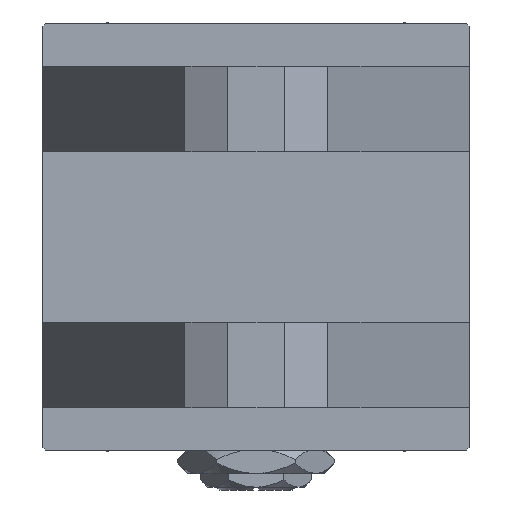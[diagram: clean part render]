
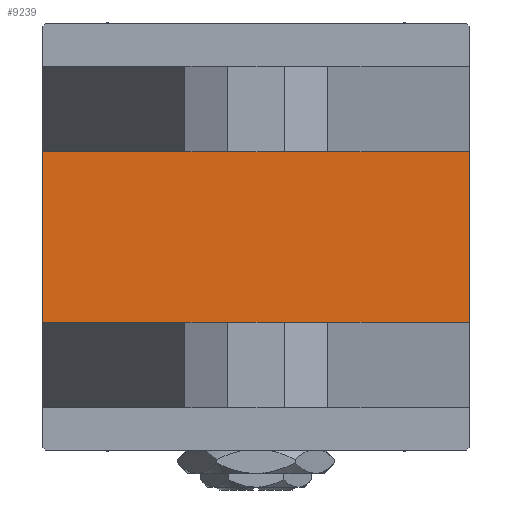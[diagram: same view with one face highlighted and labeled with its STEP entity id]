
A CAD part, left-side view. The second image highlights one B-rep face of the part: STEP entity #9239.
In plain terms, the highlighted planar face has unit normal (-1, 0, 0).
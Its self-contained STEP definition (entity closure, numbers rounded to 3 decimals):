
#62 = PLANE ( 'NONE',  #47058 ) ;
#373 = VERTEX_POINT ( 'NONE', #3078 ) ;
#3078 = CARTESIAN_POINT ( 'NONE',  ( 0., 15., 37.5 ) ) ;
#4108 = ORIENTED_EDGE ( 'NONE', *, *, #16339, .T. ) ;
#4231 = DIRECTION ( 'NONE',  ( 0., 0., 1. ) ) ;
#6437 = CARTESIAN_POINT ( 'NONE',  ( 0., -15., 37.5 ) ) ;
#7509 = DIRECTION ( 'NONE',  ( 0., -1., 0. ) ) ;
#8184 = ORIENTED_EDGE ( 'NONE', *, *, #34655, .F. ) ;
#8739 = EDGE_CURVE ( 'NONE', #373, #31896, #43630, .T. ) ;
#9211 = VERTEX_POINT ( 'NONE', #39075 ) ;
#9239 = ADVANCED_FACE ( 'NONE', ( #31792 ), #62, .T. ) ;
#11406 = LINE ( 'NONE', #39222, #48993 ) ;
#12219 = VECTOR ( 'NONE', #40647, 1000. ) ;
#12409 = LINE ( 'NONE', #39706, #44723 ) ;
#12543 = DIRECTION ( 'NONE',  ( -1., 0., 0. ) ) ;
#14715 = VERTEX_POINT ( 'NONE', #6437 ) ;
#14846 = ORIENTED_EDGE ( 'NONE', *, *, #23088, .F. ) ;
#16339 = EDGE_CURVE ( 'NONE', #31896, #9211, #11406, .T. ) ;
#20020 = DIRECTION ( 'NONE',  ( 0., 0., -1. ) ) ;
#20639 = CARTESIAN_POINT ( 'NONE',  ( 0., 37.5, 37.5 ) ) ;
#21432 = VECTOR ( 'NONE', #20020, 1000. ) ;
#23088 = EDGE_CURVE ( 'NONE', #14715, #9211, #12409, .T. ) ;
#31401 = DIRECTION ( 'NONE',  ( 0., 0., -1. ) ) ;
#31792 = FACE_OUTER_BOUND ( 'NONE', #40868, .T. ) ;
#31896 = VERTEX_POINT ( 'NONE', #35984 ) ;
#34655 = EDGE_CURVE ( 'NONE', #373, #14715, #40381, .T. ) ;
#35984 = CARTESIAN_POINT ( 'NONE',  ( 0., 15., -37.5 ) ) ;
#39075 = CARTESIAN_POINT ( 'NONE',  ( 0., -15., -37.5 ) ) ;
#39222 = CARTESIAN_POINT ( 'NONE',  ( 0., 37.5, -37.5 ) ) ;
#39706 = CARTESIAN_POINT ( 'NONE',  ( 0., -15., 37.5 ) ) ;
#40381 = LINE ( 'NONE', #20639, #12219 ) ;
#40615 = CARTESIAN_POINT ( 'NONE',  ( 0., 0., 0. ) ) ;
#40647 = DIRECTION ( 'NONE',  ( 0., -1., 0. ) ) ;
#40868 = EDGE_LOOP ( 'NONE', ( #4108, #14846, #8184, #50615 ) ) ;
#43131 = CARTESIAN_POINT ( 'NONE',  ( 0., 15., 37.5 ) ) ;
#43630 = LINE ( 'NONE', #43131, #21432 ) ;
#44723 = VECTOR ( 'NONE', #31401, 1000. ) ;
#47058 = AXIS2_PLACEMENT_3D ( 'NONE', #40615, #12543, #4231 ) ;
#48993 = VECTOR ( 'NONE', #7509, 1000. ) ;
#50615 = ORIENTED_EDGE ( 'NONE', *, *, #8739, .T. ) ;
